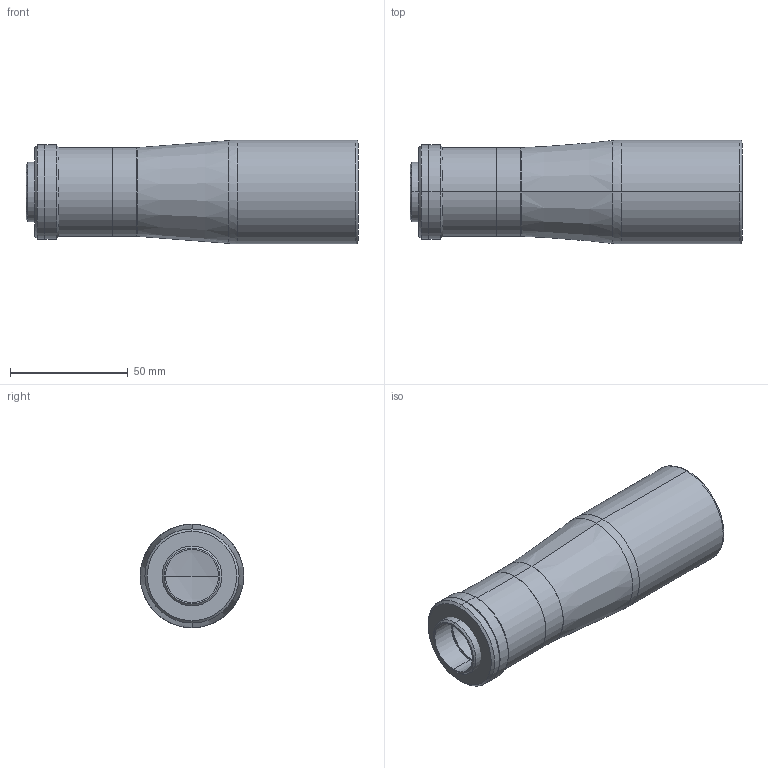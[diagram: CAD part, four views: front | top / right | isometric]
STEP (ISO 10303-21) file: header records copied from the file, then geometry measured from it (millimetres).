
FILE_DESCRIPTION (( 'STEP AP214' ), '1' );
FILE_NAME ('TC2324.STEP', '2009-12-10T09:00:38', ( 'Opto Engineering srl' ), ( 'Opto Engineering srl' ), 'SwSTEP 2.0', 'SolidWorks 2004231', '' );
FILE_SCHEMA (( 'AUTOMOTIVE_DESIGN' ));
Length unit declared in the file: millimetre
Products named in the file (1): TC2324
Bounding box: 141.2 x 44 x 44 mm (x, y, z)
Surface area: 27868.2 mm2 (no closed solid volume)
Topology: 0 solids, 9 shells, 62 faces, 164 edges, 114 vertices
Faces by surface type: cylinder 24, plane 19, cone 13, torus 4, sphere 2
Entity records: 2681 total; most frequent: DIRECTION 399, CARTESIAN_POINT 353, ORIENTED_EDGE 270, AXIS2_PLACEMENT_3D 176, EDGE_CURVE 164, VERTEX_POINT 114, CIRCLE 113, EDGE_LOOP 82
